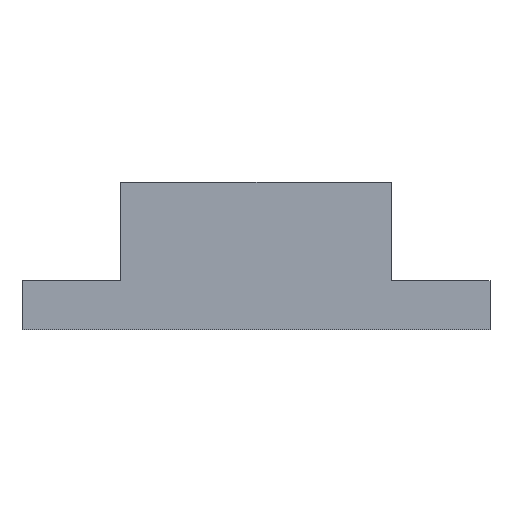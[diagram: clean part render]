
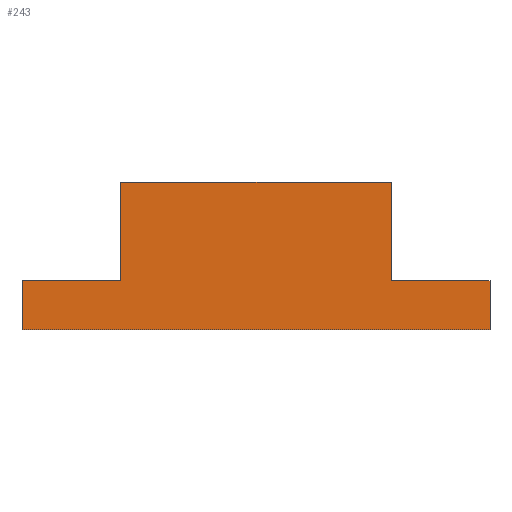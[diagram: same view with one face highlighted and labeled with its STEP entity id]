
A CAD part, left-side view. The second image highlights one B-rep face of the part: STEP entity #243.
In plain terms, the highlighted planar face has unit normal (-1, 0, 0).
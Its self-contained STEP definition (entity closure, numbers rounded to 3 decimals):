
#21 = EDGE_CURVE('',#22,#24,#26,.T.);
#22 = VERTEX_POINT('',#23);
#23 = CARTESIAN_POINT('',(-27.,-8.,16.));
#24 = VERTEX_POINT('',#25);
#25 = CARTESIAN_POINT('',(-27.,-30.,16.));
#26 = LINE('',#27,#28);
#27 = CARTESIAN_POINT('',(-27.,-8.,16.));
#28 = VECTOR('',#29,1.);
#29 = DIRECTION('',(0.,-1.,0.));
#61 = EDGE_CURVE('',#62,#22,#64,.T.);
#62 = VERTEX_POINT('',#63);
#63 = CARTESIAN_POINT('',(-27.,-8.,8.));
#64 = LINE('',#65,#66);
#65 = CARTESIAN_POINT('',(-27.,-8.,4.));
#66 = VECTOR('',#67,1.);
#67 = DIRECTION('',(0.,0.,1.));
#92 = EDGE_CURVE('',#93,#24,#95,.T.);
#93 = VERTEX_POINT('',#94);
#94 = CARTESIAN_POINT('',(-27.,-30.,8.));
#95 = LINE('',#96,#97);
#96 = CARTESIAN_POINT('',(-27.,-30.,4.));
#97 = VECTOR('',#98,1.);
#98 = DIRECTION('',(0.,0.,1.));
#126 = VERTEX_POINT('',#127);
#127 = CARTESIAN_POINT('',(-27.,0.,8.));
#140 = EDGE_CURVE('',#126,#62,#141,.T.);
#141 = LINE('',#142,#143);
#142 = CARTESIAN_POINT('',(-27.,0.,8.));
#143 = VECTOR('',#144,1.);
#144 = DIRECTION('',(0.,-1.,0.));
#164 = VERTEX_POINT('',#165);
#165 = CARTESIAN_POINT('',(-27.,-38.,8.));
#171 = EDGE_CURVE('',#93,#164,#172,.T.);
#172 = LINE('',#173,#174);
#173 = CARTESIAN_POINT('',(-27.,0.,8.));
#174 = VECTOR('',#175,1.);
#175 = DIRECTION('',(0.,-1.,0.));
#186 = VERTEX_POINT('',#187);
#187 = CARTESIAN_POINT('',(-27.,0.,4.));
#202 = EDGE_CURVE('',#126,#186,#203,.T.);
#203 = LINE('',#204,#205);
#204 = CARTESIAN_POINT('',(-27.,0.,8.));
#205 = VECTOR('',#206,1.);
#206 = DIRECTION('',(0.,0.,-1.));
#217 = VERTEX_POINT('',#218);
#218 = CARTESIAN_POINT('',(-27.,-38.,4.));
#233 = EDGE_CURVE('',#164,#217,#234,.T.);
#234 = LINE('',#235,#236);
#235 = CARTESIAN_POINT('',(-27.,-38.,8.));
#236 = VECTOR('',#237,1.);
#237 = DIRECTION('',(0.,0.,-1.));
#243 = ADVANCED_FACE('',(#244),#259,.T.);
#244 = FACE_BOUND('',#245,.T.);
#245 = EDGE_LOOP('',(#246,#247,#248,#249,#255,#256,#257,#258));
#246 = ORIENTED_EDGE('',*,*,#61,.F.);
#247 = ORIENTED_EDGE('',*,*,#140,.F.);
#248 = ORIENTED_EDGE('',*,*,#202,.T.);
#249 = ORIENTED_EDGE('',*,*,#250,.T.);
#250 = EDGE_CURVE('',#186,#217,#251,.T.);
#251 = LINE('',#252,#253);
#252 = CARTESIAN_POINT('',(-27.,0.,4.));
#253 = VECTOR('',#254,1.);
#254 = DIRECTION('',(0.,-1.,0.));
#255 = ORIENTED_EDGE('',*,*,#233,.F.);
#256 = ORIENTED_EDGE('',*,*,#171,.F.);
#257 = ORIENTED_EDGE('',*,*,#92,.T.);
#258 = ORIENTED_EDGE('',*,*,#21,.F.);
#259 = PLANE('',#260);
#260 = AXIS2_PLACEMENT_3D('',#261,#262,#263);
#261 = CARTESIAN_POINT('',(-27.,-19.,8.72));
#262 = DIRECTION('',(-1.,0.,0.));
#263 = DIRECTION('',(0.,0.,-1.));
